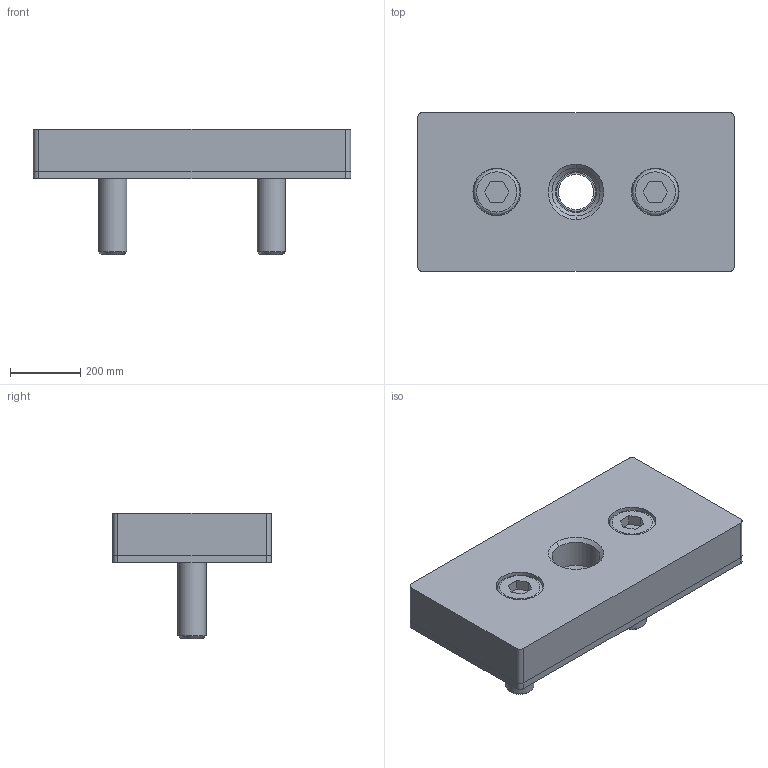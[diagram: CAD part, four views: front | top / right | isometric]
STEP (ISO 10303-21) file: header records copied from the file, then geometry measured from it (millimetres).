
FILE_DESCRIPTION(/* description */ (''),/* implementation_level */ '2;1');
FILE_NAME(/* name */ '32-459014G-1.stp',/* time_stamp */ '2025-01-08T13:48:57-05:00',/* author */ ('esanner'),/* organization */ (''),/* preprocessor_version */ 'ST-DEVELOPER v19',/* originating_system */ 'AutoCAD Mechanical',/* authorisation */ '');
FILE_SCHEMA (('AUTOMOTIVE_DESIGN { 1 0 10303 214 3 1 1 }'));
Length unit declared in the file: centimetre
Products named in the file (3): Product; 32-459014G-1; M8X30LHSCS-0
Assembly tree (3 placements, depth 3):
  Product
    32-459014G-1
      M8X30LHSCS-0  x2
Bounding box: 900 x 450 x 355 mm (x, y, z)
Volume: 55542580.1 mm3; surface area: 2235314.5 mm2
Topology: 4 solids, 4 shells, 66 faces, 147 edges, 97 vertices
Faces by surface type: plane 36, cylinder 21, cone 7, torus 2
Full cylindrical faces by diameter (mm): 80 x2, 90 x4, 100 x1, 130 x2, 135 x2, 136.538 x1, 250 x1
Entity records: 1572 total; most frequent: DIRECTION 285, CARTESIAN_POINT 254, ORIENTED_EDGE 236, EDGE_CURVE 118, AXIS2_PLACEMENT_3D 109, VERTEX_POINT 78, EDGE_LOOP 70, LINE 67
